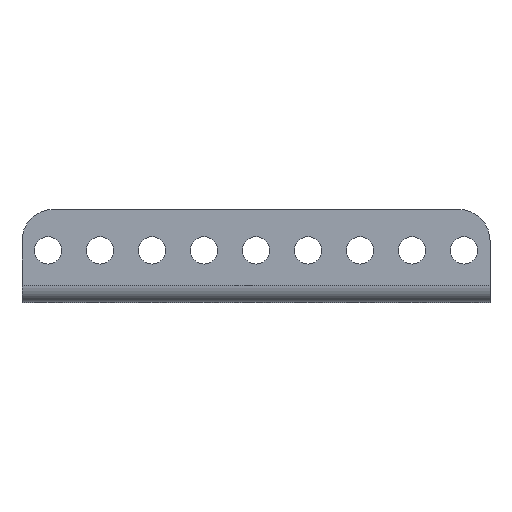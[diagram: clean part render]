
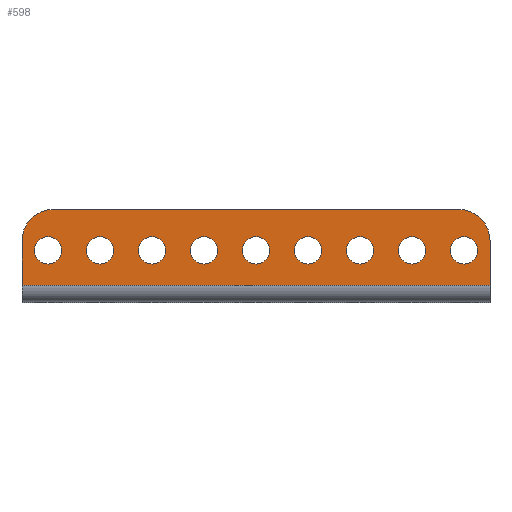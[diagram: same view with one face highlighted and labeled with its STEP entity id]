
A CAD part, top view. The second image highlights one B-rep face of the part: STEP entity #598.
In plain terms, the highlighted planar face has unit normal (0, 0, 1).
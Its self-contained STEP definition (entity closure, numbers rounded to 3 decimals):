
#66=FACE_BOUND('',#160,.T.);
#67=FACE_BOUND('',#161,.T.);
#68=FACE_BOUND('',#162,.T.);
#69=FACE_BOUND('',#163,.T.);
#70=FACE_BOUND('',#164,.T.);
#71=FACE_BOUND('',#165,.T.);
#72=FACE_BOUND('',#166,.T.);
#73=FACE_BOUND('',#167,.T.);
#74=FACE_BOUND('',#168,.T.);
#100=FACE_OUTER_BOUND('',#159,.T.);
#159=EDGE_LOOP('',(#508,#509,#510,#511,#512,#513));
#160=EDGE_LOOP('',(#514));
#161=EDGE_LOOP('',(#515));
#162=EDGE_LOOP('',(#516));
#163=EDGE_LOOP('',(#517));
#164=EDGE_LOOP('',(#518));
#165=EDGE_LOOP('',(#519));
#166=EDGE_LOOP('',(#520));
#167=EDGE_LOOP('',(#521));
#168=EDGE_LOOP('',(#522));
#248=CIRCLE('',#670,4.8);
#249=CIRCLE('',#671,4.8);
#250=CIRCLE('',#672,2.1);
#251=CIRCLE('',#673,2.1);
#252=CIRCLE('',#674,2.1);
#253=CIRCLE('',#675,2.1);
#254=CIRCLE('',#676,2.1);
#255=CIRCLE('',#677,2.1);
#256=CIRCLE('',#678,2.1);
#257=CIRCLE('',#679,2.1);
#258=CIRCLE('',#680,2.1);
#264=LINE('',#908,#288);
#266=LINE('',#914,#290);
#281=LINE('',#1009,#305);
#282=LINE('',#1013,#306);
#288=VECTOR('',#718,6.9);
#290=VECTOR('',#722,6.9);
#305=VECTOR('',#817,62.4);
#306=VECTOR('',#824,72.);
#307=VERTEX_POINT('',#893);
#314=VERTEX_POINT('',#906);
#316=VERTEX_POINT('',#911);
#317=VERTEX_POINT('',#913);
#356=VERTEX_POINT('',#1005);
#357=VERTEX_POINT('',#1007);
#358=VERTEX_POINT('',#1014);
#359=VERTEX_POINT('',#1016);
#360=VERTEX_POINT('',#1018);
#361=VERTEX_POINT('',#1020);
#362=VERTEX_POINT('',#1022);
#363=VERTEX_POINT('',#1024);
#364=VERTEX_POINT('',#1026);
#365=VERTEX_POINT('',#1028);
#366=VERTEX_POINT('',#1030);
#374=EDGE_CURVE('',#307,#314,#264,.T.);
#376=EDGE_CURVE('',#316,#317,#266,.T.);
#426=EDGE_CURVE('',#357,#356,#281,.T.);
#427=EDGE_CURVE('',#316,#356,#248,.T.);
#428=EDGE_CURVE('',#357,#307,#249,.T.);
#429=EDGE_CURVE('',#317,#314,#282,.T.);
#430=EDGE_CURVE('',#358,#358,#250,.T.);
#431=EDGE_CURVE('',#359,#359,#251,.T.);
#432=EDGE_CURVE('',#360,#360,#252,.T.);
#433=EDGE_CURVE('',#361,#361,#253,.T.);
#434=EDGE_CURVE('',#362,#362,#254,.T.);
#435=EDGE_CURVE('',#363,#363,#255,.T.);
#436=EDGE_CURVE('',#364,#364,#256,.T.);
#437=EDGE_CURVE('',#365,#365,#257,.T.);
#438=EDGE_CURVE('',#366,#366,#258,.T.);
#508=ORIENTED_EDGE('',*,*,#427,.T.);
#509=ORIENTED_EDGE('',*,*,#426,.F.);
#510=ORIENTED_EDGE('',*,*,#428,.T.);
#511=ORIENTED_EDGE('',*,*,#374,.T.);
#512=ORIENTED_EDGE('',*,*,#429,.F.);
#513=ORIENTED_EDGE('',*,*,#376,.F.);
#514=ORIENTED_EDGE('',*,*,#430,.T.);
#515=ORIENTED_EDGE('',*,*,#431,.T.);
#516=ORIENTED_EDGE('',*,*,#432,.T.);
#517=ORIENTED_EDGE('',*,*,#433,.T.);
#518=ORIENTED_EDGE('',*,*,#434,.T.);
#519=ORIENTED_EDGE('',*,*,#435,.T.);
#520=ORIENTED_EDGE('',*,*,#436,.T.);
#521=ORIENTED_EDGE('',*,*,#437,.T.);
#522=ORIENTED_EDGE('',*,*,#438,.T.);
#590=PLANE('',#669);
#598=ADVANCED_FACE('',(#100,#66,#67,#68,#69,#70,#71,#72,#73,#74),#590,.T.);
#669=AXIS2_PLACEMENT_3D('',#1010,#818,#819);
#670=AXIS2_PLACEMENT_3D('',#1011,#820,#821);
#671=AXIS2_PLACEMENT_3D('',#1012,#822,#823);
#672=AXIS2_PLACEMENT_3D('',#1015,#825,#826);
#673=AXIS2_PLACEMENT_3D('',#1017,#827,#828);
#674=AXIS2_PLACEMENT_3D('',#1019,#829,#830);
#675=AXIS2_PLACEMENT_3D('',#1021,#831,#832);
#676=AXIS2_PLACEMENT_3D('',#1023,#833,#834);
#677=AXIS2_PLACEMENT_3D('',#1025,#835,#836);
#678=AXIS2_PLACEMENT_3D('',#1027,#837,#838);
#679=AXIS2_PLACEMENT_3D('',#1029,#839,#840);
#680=AXIS2_PLACEMENT_3D('',#1031,#841,#842);
#718=DIRECTION('',(0.,-1.,0.));
#722=DIRECTION('',(0.,-1.,0.));
#817=DIRECTION('',(1.,0.,0.));
#818=DIRECTION('center_axis',(0.,0.,1.));
#819=DIRECTION('ref_axis',(1.,0.,0.));
#820=DIRECTION('center_axis',(0.,0.,1.));
#821=DIRECTION('ref_axis',(1.,0.,0.));
#822=DIRECTION('center_axis',(0.,0.,1.));
#823=DIRECTION('ref_axis',(0.,1.,0.));
#824=DIRECTION('',(-1.,0.,0.));
#825=DIRECTION('center_axis',(0.,0.,-1.));
#826=DIRECTION('ref_axis',(-1.,0.,0.));
#827=DIRECTION('center_axis',(0.,0.,-1.));
#828=DIRECTION('ref_axis',(-1.,0.,0.));
#829=DIRECTION('center_axis',(0.,0.,-1.));
#830=DIRECTION('ref_axis',(-1.,0.,0.));
#831=DIRECTION('center_axis',(0.,0.,-1.));
#832=DIRECTION('ref_axis',(-1.,0.,0.));
#833=DIRECTION('center_axis',(0.,0.,-1.));
#834=DIRECTION('ref_axis',(-1.,0.,0.));
#835=DIRECTION('center_axis',(0.,0.,-1.));
#836=DIRECTION('ref_axis',(-1.,0.,0.));
#837=DIRECTION('center_axis',(0.,0.,-1.));
#838=DIRECTION('ref_axis',(-1.,0.,0.));
#839=DIRECTION('center_axis',(0.,0.,-1.));
#840=DIRECTION('ref_axis',(-1.,0.,0.));
#841=DIRECTION('center_axis',(0.,0.,-1.));
#842=DIRECTION('ref_axis',(-1.,0.,0.));
#893=CARTESIAN_POINT('',(-36.,9.5,0.));
#906=CARTESIAN_POINT('',(-36.,2.6,0.));
#908=CARTESIAN_POINT('',(-36.,9.5,0.));
#911=CARTESIAN_POINT('',(36.,9.5,0.));
#913=CARTESIAN_POINT('',(36.,2.6,0.));
#914=CARTESIAN_POINT('',(36.,9.5,0.));
#1005=CARTESIAN_POINT('',(31.2,14.3,0.));
#1007=CARTESIAN_POINT('',(-31.2,14.3,0.));
#1009=CARTESIAN_POINT('',(-31.2,14.3,0.));
#1010=CARTESIAN_POINT('Origin',(-36.,14.3,0.));
#1011=CARTESIAN_POINT('Origin',(31.2,9.5,0.));
#1012=CARTESIAN_POINT('Origin',(-31.2,9.5,0.));
#1013=CARTESIAN_POINT('',(36.,2.6,0.));
#1014=CARTESIAN_POINT('',(34.1,8.,0.));
#1015=CARTESIAN_POINT('Origin',(32.,8.,0.));
#1016=CARTESIAN_POINT('',(26.1,8.,0.));
#1017=CARTESIAN_POINT('Origin',(24.,8.,0.));
#1018=CARTESIAN_POINT('',(18.1,8.,0.));
#1019=CARTESIAN_POINT('Origin',(16.,8.,0.));
#1020=CARTESIAN_POINT('',(10.1,8.,0.));
#1021=CARTESIAN_POINT('Origin',(8.,8.,0.));
#1022=CARTESIAN_POINT('',(2.1,8.,0.));
#1023=CARTESIAN_POINT('Origin',(0.,8.,0.));
#1024=CARTESIAN_POINT('',(-5.9,8.,0.));
#1025=CARTESIAN_POINT('Origin',(-8.,8.,0.));
#1026=CARTESIAN_POINT('',(-13.9,8.,0.));
#1027=CARTESIAN_POINT('Origin',(-16.,8.,0.));
#1028=CARTESIAN_POINT('',(-21.9,8.,0.));
#1029=CARTESIAN_POINT('Origin',(-24.,8.,0.));
#1030=CARTESIAN_POINT('',(-29.9,8.,0.));
#1031=CARTESIAN_POINT('Origin',(-32.,8.,0.));
